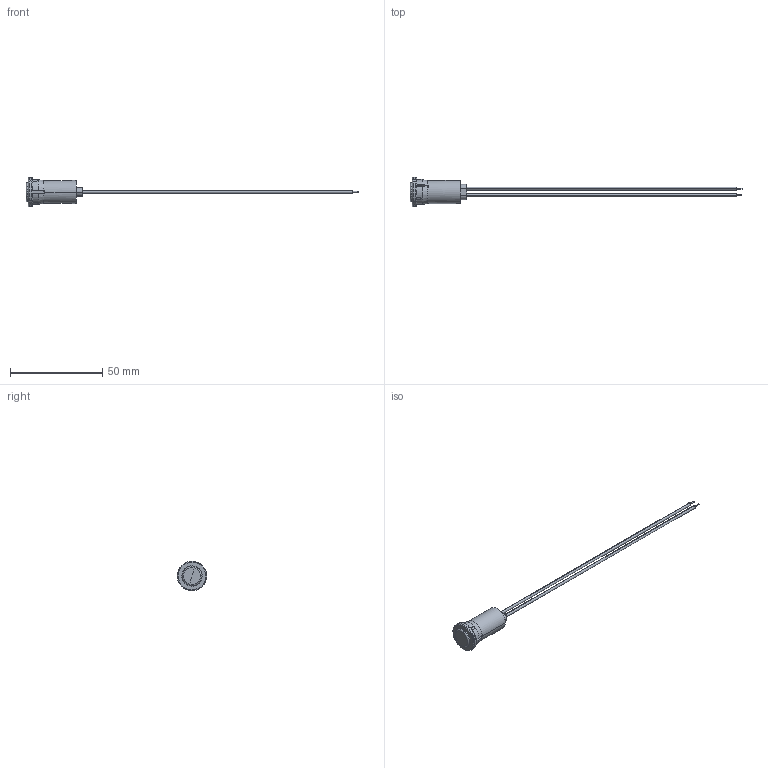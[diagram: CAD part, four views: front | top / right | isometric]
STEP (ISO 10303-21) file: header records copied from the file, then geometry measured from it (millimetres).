
FILE_DESCRIPTION (( 'STEP AP214' ), '1' );
FILE_NAME ('32R-23.STEP', '2019-05-14T20:59:30', ( 'user' ), ( 'Microsoft' ), 'SwSTEP 2.0', 'SolidWorks 2018', '' );
FILE_SCHEMA (( 'AUTOMOTIVE_DESIGN' ));
Length unit declared in the file: foot
Products named in the file (5): 890008XX0X_Lens; _20 AWG Solid Wire_06"; 92000110XX - P102145 Rev M; 91016402xx; 32R-23
Assembly tree (5 placements, depth 2):
  32R-23
    91016402xx
    92000110XX - P102145 Rev M
    _20 AWG Solid Wire_06"  x2
    890008XX0X_Lens
Bounding box: 179.57 x 15.96 x 15.96 mm (x, y, z)
Volume: 2022.5 mm3; surface area: 5154.4 mm2
Topology: 5 solids, 5 shells, 171 faces, 418 edges, 265 vertices
Faces by surface type: plane 73, cylinder 53, torus 29, cone 14, sphere 2
Entity records: 5324 total; most frequent: CARTESIAN_POINT 1129, DIRECTION 844, ORIENTED_EDGE 792, EDGE_CURVE 396, AXIS2_PLACEMENT_3D 347, VERTEX_POINT 251, CIRCLE 178, EDGE_LOOP 175
